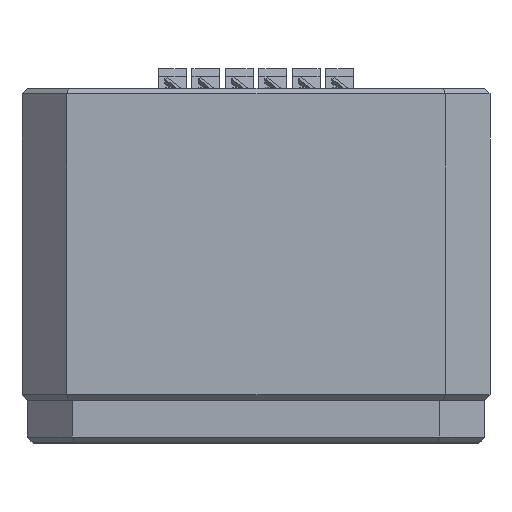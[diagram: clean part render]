
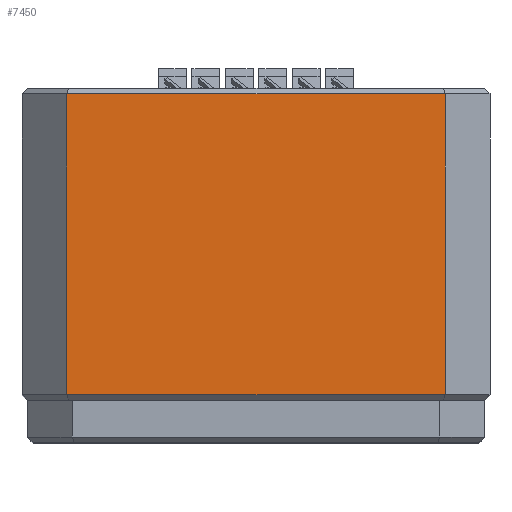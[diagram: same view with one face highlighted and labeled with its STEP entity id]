
A CAD part, top view. The second image highlights one B-rep face of the part: STEP entity #7450.
In plain terms, the highlighted planar face has unit normal (0, 0, 1).
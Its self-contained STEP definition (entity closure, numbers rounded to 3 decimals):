
#85 = CARTESIAN_POINT ( 'NONE',  ( -49.308, 27.5, 0.348 ) ) ;
#1781 = DIRECTION ( 'NONE',  ( 1., 0., 0. ) ) ;
#3951 = EDGE_CURVE ( 'NONE', #25749, #47540, #39513, .T. ) ;
#7450 = ADVANCED_FACE ( 'NONE', ( #49094 ), #32722, .F. ) ;
#7690 = VECTOR ( 'NONE', #1781, 1000. ) ;
#8450 = LINE ( 'NONE', #54958, #13981 ) ;
#9731 = LINE ( 'NONE', #46361, #7690 ) ;
#9980 = CARTESIAN_POINT ( 'NONE',  ( -49.308, 27.5, 0.348 ) ) ;
#13779 = EDGE_CURVE ( 'NONE', #33053, #25749, #8450, .T. ) ;
#13981 = VECTOR ( 'NONE', #55335, 1000. ) ;
#15858 = VERTEX_POINT ( 'NONE', #28265 ) ;
#18420 = CARTESIAN_POINT ( 'NONE',  ( -15.308, 0.5, 0.348 ) ) ;
#19884 = CARTESIAN_POINT ( 'NONE',  ( -53.308, 28., 0.348 ) ) ;
#24110 = ORIENTED_EDGE ( 'NONE', *, *, #55968, .T. ) ;
#25749 = VERTEX_POINT ( 'NONE', #32744 ) ;
#26038 = ORIENTED_EDGE ( 'NONE', *, *, #3951, .T. ) ;
#26705 = CARTESIAN_POINT ( 'NONE',  ( -49.308, 28., 0.348 ) ) ;
#28265 = CARTESIAN_POINT ( 'NONE',  ( -49.308, 0.5, 0.348 ) ) ;
#29355 = EDGE_CURVE ( 'NONE', #15858, #33053, #9731, .T. ) ;
#29810 = VECTOR ( 'NONE', #44105, 1000. ) ;
#30185 = EDGE_LOOP ( 'NONE', ( #24110, #55168, #48614, #26038 ) ) ;
#32722 = PLANE ( 'NONE',  #43881 ) ;
#32744 = CARTESIAN_POINT ( 'NONE',  ( -15.308, 27.5, 0.348 ) ) ;
#33053 = VERTEX_POINT ( 'NONE', #18420 ) ;
#39513 = LINE ( 'NONE', #85, #29810 ) ;
#43881 = AXIS2_PLACEMENT_3D ( 'NONE', #19884, #54496, #46409 ) ;
#44105 = DIRECTION ( 'NONE',  ( -1., 0., 0. ) ) ;
#44784 = DIRECTION ( 'NONE',  ( 0., -1., 0. ) ) ;
#46361 = CARTESIAN_POINT ( 'NONE',  ( -53.308, 0.5, 0.348 ) ) ;
#46409 = DIRECTION ( 'NONE',  ( -1., 0., 0. ) ) ;
#47540 = VERTEX_POINT ( 'NONE', #9980 ) ;
#48614 = ORIENTED_EDGE ( 'NONE', *, *, #13779, .T. ) ;
#49094 = FACE_OUTER_BOUND ( 'NONE', #30185, .T. ) ;
#50063 = VECTOR ( 'NONE', #44784, 1000. ) ;
#51443 = LINE ( 'NONE', #26705, #50063 ) ;
#54496 = DIRECTION ( 'NONE',  ( 0., 0., -1. ) ) ;
#54958 = CARTESIAN_POINT ( 'NONE',  ( -15.308, 28., 0.348 ) ) ;
#55168 = ORIENTED_EDGE ( 'NONE', *, *, #29355, .T. ) ;
#55335 = DIRECTION ( 'NONE',  ( 0., 1., 0. ) ) ;
#55968 = EDGE_CURVE ( 'NONE', #47540, #15858, #51443, .T. ) ;
